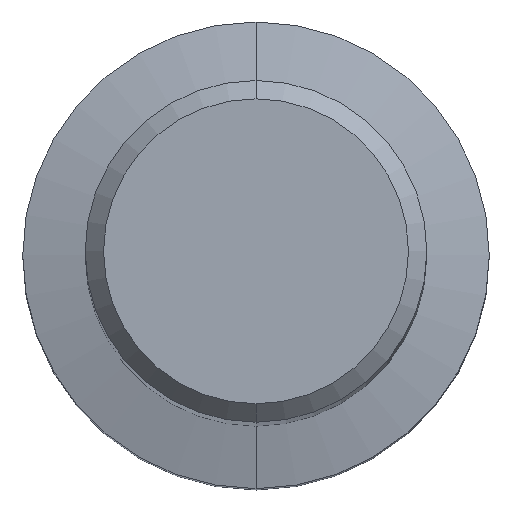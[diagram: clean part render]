
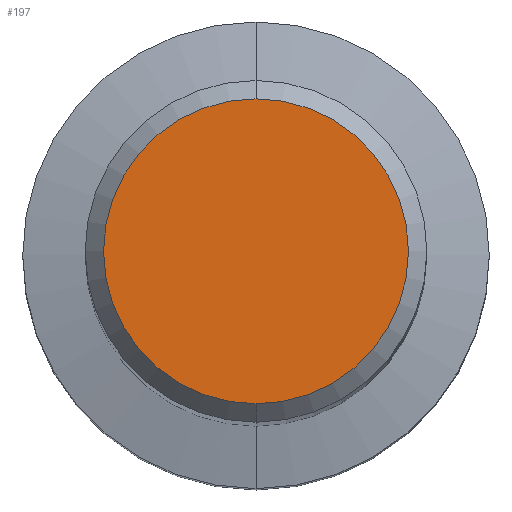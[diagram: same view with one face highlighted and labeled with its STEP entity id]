
A CAD part, top view. The second image highlights one B-rep face of the part: STEP entity #197.
In plain terms, the highlighted planar face has unit normal (0, 0, 1).
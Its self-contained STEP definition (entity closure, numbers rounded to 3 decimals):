
#183=VERTEX_POINT('',#387);
#197=ADVANCED_FACE('',(#403),#404,.T.);
#217=VERTEX_POINT('',#426);
#289=EDGE_CURVE('',#217,#183,#511,.T.);
#295=EDGE_CURVE('',#183,#217,#517,.T.);
#387=CARTESIAN_POINT('',(0.,-4.15,0.0));
#403=FACE_OUTER_BOUND('',#640,.T.);
#404=PLANE('',#641);
#426=CARTESIAN_POINT('',(0.0,4.15,0.0));
#511=CIRCLE('',#778,4.15);
#517=CIRCLE('',#788,4.15);
#640=EDGE_LOOP('',(#891,#892));
#641=AXIS2_PLACEMENT_3D('',#893,#894,#895);
#778=AXIS2_PLACEMENT_3D('',#1039,#1040,#1041);
#788=AXIS2_PLACEMENT_3D('',#1046,#1047,#1048);
#891=ORIENTED_EDGE('',*,*,#289,.F.);
#892=ORIENTED_EDGE('',*,*,#295,.F.);
#893=CARTESIAN_POINT('',(0.0,2.075,0.0));
#894=DIRECTION('',(-0.0,0.0,1.0));
#895=DIRECTION('',(0.0,-1.0,0.0));
#1039=CARTESIAN_POINT('',(0.0,0.0,0.0));
#1040=DIRECTION('',(0.0,0.0,-1.0));
#1041=DIRECTION('',(0.0,1.0,0.0));
#1046=CARTESIAN_POINT('',(0.0,0.0,0.0));
#1047=DIRECTION('',(0.0,0.0,-1.0));
#1048=DIRECTION('',(0.0,1.0,0.0));
